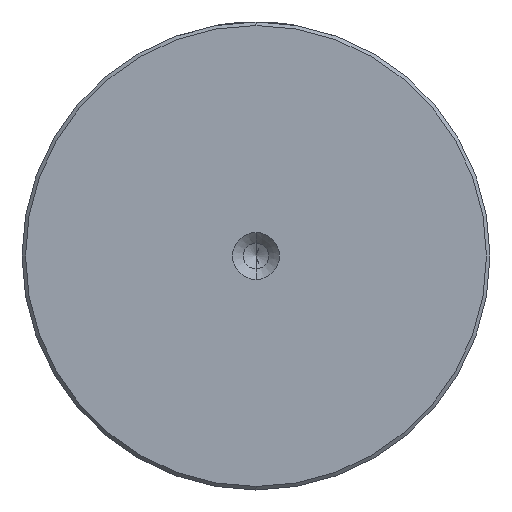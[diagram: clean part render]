
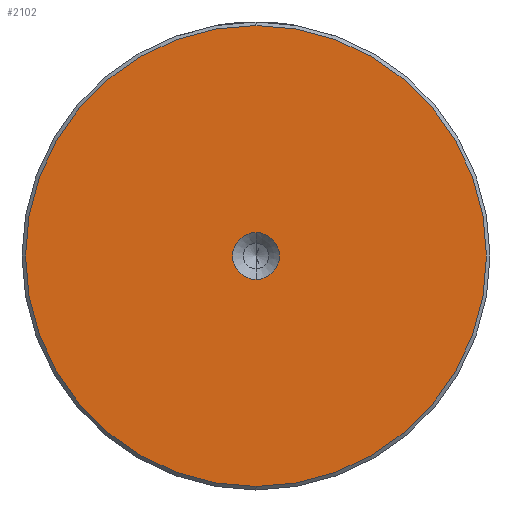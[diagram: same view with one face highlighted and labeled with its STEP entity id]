
A CAD part, left-side view. The second image highlights one B-rep face of the part: STEP entity #2102.
In plain terms, the highlighted planar face has unit normal (-1, 0, 0).
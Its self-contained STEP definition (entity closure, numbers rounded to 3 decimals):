
#8 = ORIENTED_EDGE ( 'NONE', *, *, #106, .T. ) ;
#23 = CIRCLE ( 'NONE', #2088, 3.3 ) ;
#35 = AXIS2_PLACEMENT_3D ( 'NONE', #69, #475, #1854 ) ;
#69 = CARTESIAN_POINT ( 'NONE',  ( 0., 0., 0. ) ) ;
#106 = EDGE_CURVE ( 'NONE', #989, #2290, #2092, .T. ) ;
#164 = CARTESIAN_POINT ( 'NONE',  ( 0., 0., 0. ) ) ;
#190 = DIRECTION ( 'NONE',  ( -1., 0., 0. ) ) ;
#198 = CARTESIAN_POINT ( 'NONE',  ( 0., 0., -32.5 ) ) ;
#214 = FACE_OUTER_BOUND ( 'NONE', #1283, .T. ) ;
#475 = DIRECTION ( 'NONE',  ( -1., 0., 0. ) ) ;
#480 = EDGE_CURVE ( 'NONE', #491, #1542, #23, .T. ) ;
#491 = VERTEX_POINT ( 'NONE', #2247 ) ;
#515 = ORIENTED_EDGE ( 'NONE', *, *, #480, .F. ) ;
#779 = ORIENTED_EDGE ( 'NONE', *, *, #1174, .F. ) ;
#867 = PLANE ( 'NONE',  #35 ) ;
#933 = CIRCLE ( 'NONE', #1500, 3.3 ) ;
#989 = VERTEX_POINT ( 'NONE', #198 ) ;
#1030 = CARTESIAN_POINT ( 'NONE',  ( 0., 0., 0. ) ) ;
#1174 = EDGE_CURVE ( 'NONE', #1542, #491, #933, .T. ) ;
#1216 = DIRECTION ( 'NONE',  ( 0., 0., 1. ) ) ;
#1283 = EDGE_LOOP ( 'NONE', ( #8, #2259 ) ) ;
#1424 = CARTESIAN_POINT ( 'NONE',  ( 0., 0., 32.5 ) ) ;
#1433 = CIRCLE ( 'NONE', #1557, 32.5 ) ;
#1500 = AXIS2_PLACEMENT_3D ( 'NONE', #164, #190, #1797 ) ;
#1542 = VERTEX_POINT ( 'NONE', #1638 ) ;
#1557 = AXIS2_PLACEMENT_3D ( 'NONE', #1030, #2382, #1216 ) ;
#1585 = EDGE_LOOP ( 'NONE', ( #779, #515 ) ) ;
#1614 = AXIS2_PLACEMENT_3D ( 'NONE', #2332, #2343, #2130 ) ;
#1638 = CARTESIAN_POINT ( 'NONE',  ( 0., 0., 3.3 ) ) ;
#1797 = DIRECTION ( 'NONE',  ( 0., 0., 1. ) ) ;
#1854 = DIRECTION ( 'NONE',  ( 0., 0., 1. ) ) ;
#2088 = AXIS2_PLACEMENT_3D ( 'NONE', #2333, #2310, #2106 ) ;
#2092 = CIRCLE ( 'NONE', #1614, 32.5 ) ;
#2102 = ADVANCED_FACE ( 'NONE', ( #214, #2246 ), #867, .T. ) ;
#2106 = DIRECTION ( 'NONE',  ( 0., 0., 1. ) ) ;
#2130 = DIRECTION ( 'NONE',  ( 0., 0., 1. ) ) ;
#2246 = FACE_BOUND ( 'NONE', #1585, .T. ) ;
#2247 = CARTESIAN_POINT ( 'NONE',  ( 0., 0., -3.3 ) ) ;
#2259 = ORIENTED_EDGE ( 'NONE', *, *, #2278, .T. ) ;
#2278 = EDGE_CURVE ( 'NONE', #2290, #989, #1433, .T. ) ;
#2290 = VERTEX_POINT ( 'NONE', #1424 ) ;
#2310 = DIRECTION ( 'NONE',  ( -1., 0., 0. ) ) ;
#2332 = CARTESIAN_POINT ( 'NONE',  ( 0., 0., 0. ) ) ;
#2333 = CARTESIAN_POINT ( 'NONE',  ( 0., 0., 0. ) ) ;
#2343 = DIRECTION ( 'NONE',  ( -1., 0., 0. ) ) ;
#2382 = DIRECTION ( 'NONE',  ( -1., 0., 0. ) ) ;
